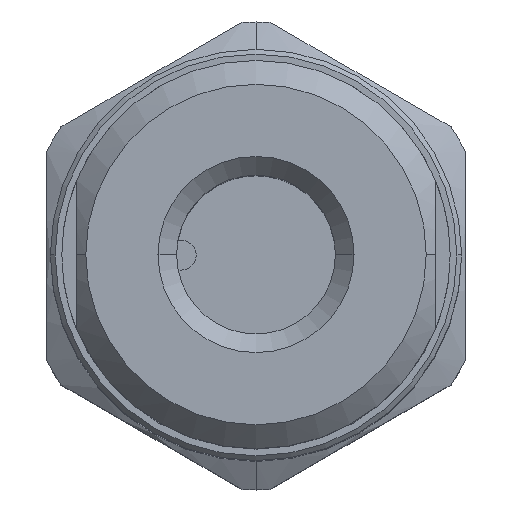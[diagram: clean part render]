
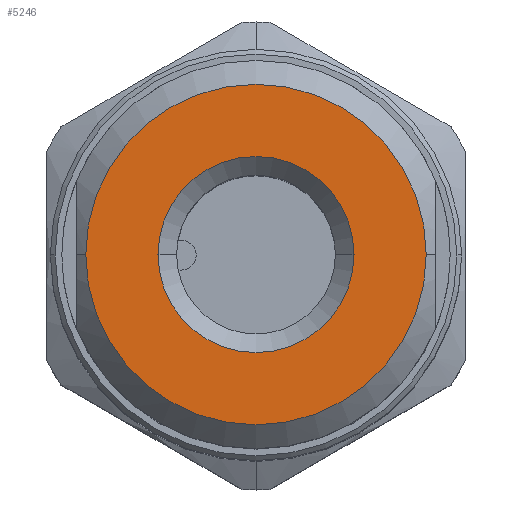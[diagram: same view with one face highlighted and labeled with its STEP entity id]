
A CAD part, top view. The second image highlights one B-rep face of the part: STEP entity #5246.
In plain terms, the highlighted planar face has unit normal (0, 0, 1).
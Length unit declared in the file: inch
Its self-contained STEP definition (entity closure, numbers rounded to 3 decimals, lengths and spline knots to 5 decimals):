
#866=CARTESIAN_POINT('',(0.,0.,2.809));
#867=DIRECTION('',(0.,0.,1.));
#868=DIRECTION('',(-1.,0.,0.));
#869=AXIS2_PLACEMENT_3D('',#866,#867,#868);
#890=CARTESIAN_POINT('',(0.,0.,2.809));
#891=DIRECTION('',(0.,0.,1.));
#892=DIRECTION('',(1.,0.,0.));
#893=AXIS2_PLACEMENT_3D('',#890,#891,#892);
#911=CARTESIAN_POINT('',(0.,0.,2.809));
#912=DIRECTION('',(0.,0.,1.));
#913=DIRECTION('',(-1.,0.,0.));
#914=AXIS2_PLACEMENT_3D('',#911,#912,#913);
#916=CARTESIAN_POINT('',(0.,0.,2.809));
#917=DIRECTION('',(0.,0.,1.));
#918=DIRECTION('',(1.,0.,0.));
#919=AXIS2_PLACEMENT_3D('',#916,#917,#918);
#3301=CARTESIAN_POINT('',(0.356,0.,2.809));
#3302=CARTESIAN_POINT('',(-0.356,0.,2.809));
#3303=VERTEX_POINT('',#3301);
#3304=VERTEX_POINT('',#3302);
#3305=CARTESIAN_POINT('',(-0.205,0.,2.809));
#3306=CARTESIAN_POINT('',(0.205,0.,2.809));
#3307=VERTEX_POINT('',#3305);
#3308=VERTEX_POINT('',#3306);
#5231=CARTESIAN_POINT('',(0.,0.,2.809));
#5232=DIRECTION('',(0.,0.,-1.));
#5233=DIRECTION('',(1.,0.,0.));
#5234=AXIS2_PLACEMENT_3D('',#5231,#5232,#5233);
#5235=PLANE('',#5234);
#5236=ORIENTED_EDGE('',*,*,#5155,.F.);
#5237=ORIENTED_EDGE('',*,*,#5216,.F.);
#5238=EDGE_LOOP('',(#5236,#5237));
#5239=FACE_OUTER_BOUND('',#5238,.F.);
#5241=ORIENTED_EDGE('',*,*,#5240,.T.);
#5243=ORIENTED_EDGE('',*,*,#5242,.T.);
#5244=EDGE_LOOP('',(#5241,#5243));
#5245=FACE_BOUND('',#5244,.F.);
#870=CIRCLE('',#869,0.356);
#894=CIRCLE('',#893,0.356);
#915=CIRCLE('',#914,0.205);
#920=CIRCLE('',#919,0.205);
#5155=EDGE_CURVE('',#3304,#3303,#870,.T.);
#5216=EDGE_CURVE('',#3303,#3304,#894,.T.);
#5240=EDGE_CURVE('',#3307,#3308,#915,.T.);
#5242=EDGE_CURVE('',#3308,#3307,#920,.T.);
#5246=ADVANCED_FACE('',(#5239,#5245),#5235,.F.);
